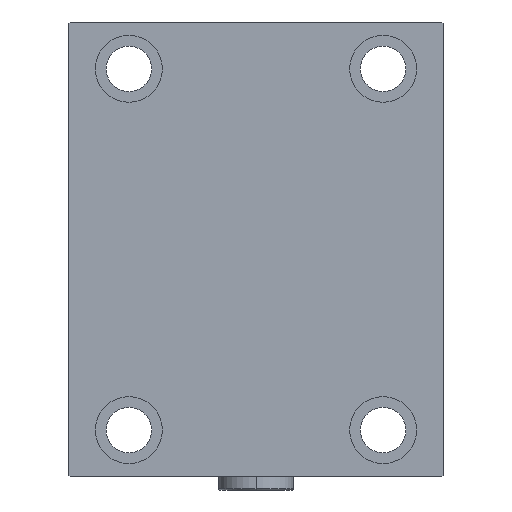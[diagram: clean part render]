
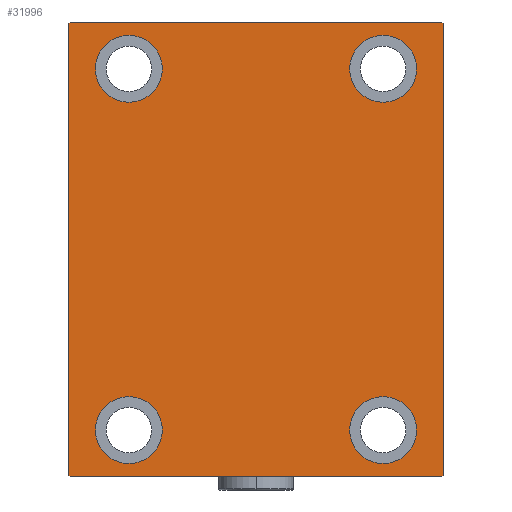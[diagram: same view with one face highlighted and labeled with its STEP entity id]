
A CAD part, left-side view. The second image highlights one B-rep face of the part: STEP entity #31996.
In plain terms, the highlighted face is planar.
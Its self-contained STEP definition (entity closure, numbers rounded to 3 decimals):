
#24 = PLANE ( 'NONE',  #38153 ) ;
#746 = CARTESIAN_POINT ( 'NONE',  ( 155., 47.5, 67.5 ) ) ;
#1243 = DIRECTION ( 'NONE',  ( -1., 0., 0. ) ) ;
#1445 = CARTESIAN_POINT ( 'NONE',  ( 155., -70., 85. ) ) ;
#1473 = CARTESIAN_POINT ( 'NONE',  ( 155., -47.5, -67.5 ) ) ;
#1555 = DIRECTION ( 'NONE',  ( 0., -0.707, 0.707 ) ) ;
#1586 = CARTESIAN_POINT ( 'NONE',  ( 155., -69.5, 85. ) ) ;
#1595 = ORIENTED_EDGE ( 'NONE', *, *, #42177, .T. ) ;
#1702 = AXIS2_PLACEMENT_3D ( 'NONE', #19058, #15585, #33249 ) ;
#2586 = EDGE_CURVE ( 'NONE', #24116, #8442, #37391, .T. ) ;
#3378 = DIRECTION ( 'NONE',  ( -1., 0., 0. ) ) ;
#4606 = CIRCLE ( 'NONE', #29803, 12.5 ) ;
#5028 = LINE ( 'NONE', #12235, #44408 ) ;
#5152 = LINE ( 'NONE', #1445, #32561 ) ;
#5279 = DIRECTION ( 'NONE',  ( -1., 0., 0. ) ) ;
#5881 = ORIENTED_EDGE ( 'NONE', *, *, #25536, .T. ) ;
#6352 = VERTEX_POINT ( 'NONE', #19555 ) ;
#6821 = VECTOR ( 'NONE', #26664, 1000. ) ;
#6902 = VECTOR ( 'NONE', #8690, 1000. ) ;
#7933 = ORIENTED_EDGE ( 'NONE', *, *, #42739, .T. ) ;
#7992 = CARTESIAN_POINT ( 'NONE',  ( 155., 47.5, -55. ) ) ;
#8442 = VERTEX_POINT ( 'NONE', #27498 ) ;
#8638 = DIRECTION ( 'NONE',  ( 0., 0., -1. ) ) ;
#8690 = DIRECTION ( 'NONE',  ( 0., 0.707, -0.707 ) ) ;
#8733 = VECTOR ( 'NONE', #34596, 1000. ) ;
#9008 = DIRECTION ( 'NONE',  ( 0., 0., 1. ) ) ;
#9065 = CIRCLE ( 'NONE', #23146, 12.5 ) ;
#9413 = EDGE_CURVE ( 'NONE', #22931, #33824, #45276, .T. ) ;
#9775 = ORIENTED_EDGE ( 'NONE', *, *, #36647, .T. ) ;
#12154 = EDGE_LOOP ( 'NONE', ( #39701, #9775 ) ) ;
#12235 = CARTESIAN_POINT ( 'NONE',  ( 155., 77.25, 77.25 ) ) ;
#12341 = ORIENTED_EDGE ( 'NONE', *, *, #9413, .T. ) ;
#12376 = EDGE_CURVE ( 'NONE', #33124, #6352, #5028, .T. ) ;
#12484 = DIRECTION ( 'NONE',  ( 0., 0., 1. ) ) ;
#12686 = CARTESIAN_POINT ( 'NONE',  ( 155., -69.5, -85. ) ) ;
#13426 = VERTEX_POINT ( 'NONE', #14075 ) ;
#13999 = ORIENTED_EDGE ( 'NONE', *, *, #31984, .T. ) ;
#14075 = CARTESIAN_POINT ( 'NONE',  ( 155., 47.5, 55. ) ) ;
#14183 = FACE_BOUND ( 'NONE', #19919, .T. ) ;
#14384 = EDGE_CURVE ( 'NONE', #6352, #22931, #19054, .T. ) ;
#14521 = CARTESIAN_POINT ( 'NONE',  ( 155., 47.5, 67.5 ) ) ;
#14601 = DIRECTION ( 'NONE',  ( -1., 0., 0. ) ) ;
#15585 = DIRECTION ( 'NONE',  ( -1., 0., 0. ) ) ;
#15893 = LINE ( 'NONE', #26353, #6902 ) ;
#16282 = VECTOR ( 'NONE', #43927, 1000. ) ;
#16567 = AXIS2_PLACEMENT_3D ( 'NONE', #1473, #1243, #25637 ) ;
#17056 = CARTESIAN_POINT ( 'NONE',  ( 155., -47.5, 67.5 ) ) ;
#17259 = EDGE_CURVE ( 'NONE', #33824, #40447, #5152, .T. ) ;
#17290 = CARTESIAN_POINT ( 'NONE',  ( 155., -47.5, 80. ) ) ;
#17404 = CIRCLE ( 'NONE', #38930, 12.5 ) ;
#18218 = CARTESIAN_POINT ( 'NONE',  ( 155., -47.5, -80. ) ) ;
#18304 = DIRECTION ( 'NONE',  ( 0., 0., 1. ) ) ;
#18318 = CARTESIAN_POINT ( 'NONE',  ( 155., 70., -84.5 ) ) ;
#19054 = LINE ( 'NONE', #32788, #16282 ) ;
#19058 = CARTESIAN_POINT ( 'NONE',  ( 155., 47.5, -67.5 ) ) ;
#19125 = VECTOR ( 'NONE', #41113, 1000. ) ;
#19258 = CARTESIAN_POINT ( 'NONE',  ( 155., 70., 84.5 ) ) ;
#19555 = CARTESIAN_POINT ( 'NONE',  ( 155., 69.5, 85. ) ) ;
#19853 = DIRECTION ( 'NONE',  ( -1., 0., 0. ) ) ;
#19899 = CARTESIAN_POINT ( 'NONE',  ( 155., -47.5, -67.5 ) ) ;
#19919 = EDGE_LOOP ( 'NONE', ( #35399, #5881 ) ) ;
#20591 = CARTESIAN_POINT ( 'NONE',  ( 155., 70., -85. ) ) ;
#20921 = DIRECTION ( 'NONE',  ( 1., 0., 0. ) ) ;
#21351 = EDGE_CURVE ( 'NONE', #13426, #31937, #40835, .T. ) ;
#21376 = DIRECTION ( 'NONE',  ( -1., 0., 0. ) ) ;
#21743 = ORIENTED_EDGE ( 'NONE', *, *, #28672, .T. ) ;
#21817 = AXIS2_PLACEMENT_3D ( 'NONE', #42753, #21376, #24418 ) ;
#22931 = VERTEX_POINT ( 'NONE', #1586 ) ;
#23146 = AXIS2_PLACEMENT_3D ( 'NONE', #19899, #5279, #12484 ) ;
#23416 = VERTEX_POINT ( 'NONE', #17290 ) ;
#23908 = CARTESIAN_POINT ( 'NONE',  ( 155., -70., -85. ) ) ;
#24095 = LINE ( 'NONE', #20591, #35732 ) ;
#24116 = VERTEX_POINT ( 'NONE', #12686 ) ;
#24418 = DIRECTION ( 'NONE',  ( 0., 0., 1. ) ) ;
#24894 = CARTESIAN_POINT ( 'NONE',  ( 155., -47.5, -55. ) ) ;
#25094 = FACE_BOUND ( 'NONE', #33189, .T. ) ;
#25536 = EDGE_CURVE ( 'NONE', #41205, #31259, #9065, .T. ) ;
#25595 = DIRECTION ( 'NONE',  ( 0., 0., 1. ) ) ;
#25637 = DIRECTION ( 'NONE',  ( 0., 0., 1. ) ) ;
#26219 = EDGE_CURVE ( 'NONE', #23416, #35139, #4606, .T. ) ;
#26353 = CARTESIAN_POINT ( 'NONE',  ( 155., -77.25, -77.25 ) ) ;
#26664 = DIRECTION ( 'NONE',  ( 0., 0.707, 0.707 ) ) ;
#26926 = CIRCLE ( 'NONE', #21817, 12.5 ) ;
#27498 = CARTESIAN_POINT ( 'NONE',  ( 155., 69.5, -85. ) ) ;
#27677 = CARTESIAN_POINT ( 'NONE',  ( 155., 0., 0. ) ) ;
#28111 = VERTEX_POINT ( 'NONE', #18318 ) ;
#28672 = EDGE_CURVE ( 'NONE', #29363, #39607, #41765, .T. ) ;
#28684 = DIRECTION ( 'NONE',  ( 0., 0., 1. ) ) ;
#29363 = VERTEX_POINT ( 'NONE', #7992 ) ;
#29803 = AXIS2_PLACEMENT_3D ( 'NONE', #39918, #14601, #18304 ) ;
#29817 = ORIENTED_EDGE ( 'NONE', *, *, #40169, .T. ) ;
#30484 = CARTESIAN_POINT ( 'NONE',  ( 155., -70., 84.5 ) ) ;
#30881 = ORIENTED_EDGE ( 'NONE', *, *, #31434, .T. ) ;
#31259 = VERTEX_POINT ( 'NONE', #18218 ) ;
#31434 = EDGE_CURVE ( 'NONE', #40447, #24116, #15893, .T. ) ;
#31648 = ORIENTED_EDGE ( 'NONE', *, *, #17259, .T. ) ;
#31761 = EDGE_LOOP ( 'NONE', ( #7933, #42256 ) ) ;
#31837 = FACE_BOUND ( 'NONE', #31761, .T. ) ;
#31937 = VERTEX_POINT ( 'NONE', #42301 ) ;
#31984 = EDGE_CURVE ( 'NONE', #39607, #29363, #26926, .T. ) ;
#31996 = ADVANCED_FACE ( 'NONE', ( #14183, #31837, #32063, #25094, #45330 ), #24, .T. ) ;
#32063 = FACE_BOUND ( 'NONE', #12154, .T. ) ;
#32561 = VECTOR ( 'NONE', #8638, 1000. ) ;
#32788 = CARTESIAN_POINT ( 'NONE',  ( 155., 70., 85. ) ) ;
#32818 = AXIS2_PLACEMENT_3D ( 'NONE', #17056, #19853, #34044 ) ;
#33124 = VERTEX_POINT ( 'NONE', #19258 ) ;
#33189 = EDGE_LOOP ( 'NONE', ( #13999, #21743 ) ) ;
#33249 = DIRECTION ( 'NONE',  ( 0., 0., 1. ) ) ;
#33405 = LINE ( 'NONE', #43855, #6821 ) ;
#33806 = CARTESIAN_POINT ( 'NONE',  ( 155., -70., -84.5 ) ) ;
#33824 = VERTEX_POINT ( 'NONE', #30484 ) ;
#34044 = DIRECTION ( 'NONE',  ( 0., 0., 1. ) ) ;
#34135 = AXIS2_PLACEMENT_3D ( 'NONE', #746, #43249, #25595 ) ;
#34596 = DIRECTION ( 'NONE',  ( 0., -0.707, -0.707 ) ) ;
#35139 = VERTEX_POINT ( 'NONE', #39240 ) ;
#35399 = ORIENTED_EDGE ( 'NONE', *, *, #44683, .T. ) ;
#35732 = VECTOR ( 'NONE', #9008, 1000. ) ;
#36647 = EDGE_CURVE ( 'NONE', #31937, #13426, #17404, .T. ) ;
#37391 = LINE ( 'NONE', #23908, #19125 ) ;
#37588 = EDGE_LOOP ( 'NONE', ( #38736, #12341, #31648, #30881, #45744, #1595, #29817, #39470 ) ) ;
#38153 = AXIS2_PLACEMENT_3D ( 'NONE', #27677, #20921, #41851 ) ;
#38736 = ORIENTED_EDGE ( 'NONE', *, *, #14384, .T. ) ;
#38930 = AXIS2_PLACEMENT_3D ( 'NONE', #14521, #3378, #28684 ) ;
#39240 = CARTESIAN_POINT ( 'NONE',  ( 155., -47.5, 55. ) ) ;
#39470 = ORIENTED_EDGE ( 'NONE', *, *, #12376, .T. ) ;
#39517 = CARTESIAN_POINT ( 'NONE',  ( 155., 47.5, -80. ) ) ;
#39607 = VERTEX_POINT ( 'NONE', #39517 ) ;
#39701 = ORIENTED_EDGE ( 'NONE', *, *, #21351, .T. ) ;
#39918 = CARTESIAN_POINT ( 'NONE',  ( 155., -47.5, 67.5 ) ) ;
#40169 = EDGE_CURVE ( 'NONE', #28111, #33124, #24095, .T. ) ;
#40447 = VERTEX_POINT ( 'NONE', #33806 ) ;
#40835 = CIRCLE ( 'NONE', #34135, 12.5 ) ;
#41113 = DIRECTION ( 'NONE',  ( 0., 1., 0. ) ) ;
#41205 = VERTEX_POINT ( 'NONE', #24894 ) ;
#41753 = CIRCLE ( 'NONE', #32818, 12.5 ) ;
#41765 = CIRCLE ( 'NONE', #1702, 12.5 ) ;
#41823 = CIRCLE ( 'NONE', #16567, 12.5 ) ;
#41851 = DIRECTION ( 'NONE',  ( 0., 0., -1. ) ) ;
#42022 = CARTESIAN_POINT ( 'NONE',  ( 155., -77.25, 77.25 ) ) ;
#42177 = EDGE_CURVE ( 'NONE', #8442, #28111, #33405, .T. ) ;
#42256 = ORIENTED_EDGE ( 'NONE', *, *, #26219, .T. ) ;
#42301 = CARTESIAN_POINT ( 'NONE',  ( 155., 47.5, 80. ) ) ;
#42739 = EDGE_CURVE ( 'NONE', #35139, #23416, #41753, .T. ) ;
#42753 = CARTESIAN_POINT ( 'NONE',  ( 155., 47.5, -67.5 ) ) ;
#43249 = DIRECTION ( 'NONE',  ( -1., 0., 0. ) ) ;
#43855 = CARTESIAN_POINT ( 'NONE',  ( 155., 77.25, -77.25 ) ) ;
#43927 = DIRECTION ( 'NONE',  ( 0., -1., 0. ) ) ;
#44408 = VECTOR ( 'NONE', #1555, 1000. ) ;
#44683 = EDGE_CURVE ( 'NONE', #31259, #41205, #41823, .T. ) ;
#45276 = LINE ( 'NONE', #42022, #8733 ) ;
#45330 = FACE_OUTER_BOUND ( 'NONE', #37588, .T. ) ;
#45744 = ORIENTED_EDGE ( 'NONE', *, *, #2586, .T. ) ;
